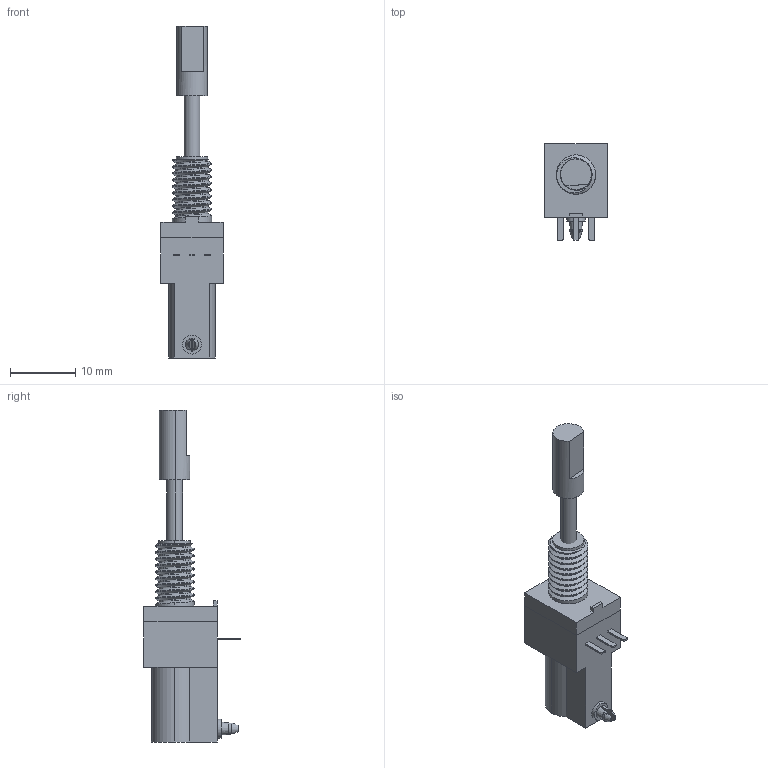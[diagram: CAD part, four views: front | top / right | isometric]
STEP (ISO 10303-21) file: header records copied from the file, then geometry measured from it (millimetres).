
FILE_DESCRIPTION (( 'STEP AP214' ), '1' );
FILE_NAME ('RK097 Telescopic Shaft.STEP', '2025-11-13T08:58:51', ( '' ), ( '' ), 'SwSTEP 2.0', 'SolidWorks 2025', '' );
FILE_SCHEMA (( 'AUTOMOTIVE_DESIGN' ));
Length unit declared in the file: millimetre
Products named in the file (5): RK097 Telescopic Shaft; RK097 Telescopic Shaft_BODY_METALL; RK097 Telescopic Shaft_SHAFT; RK097 Telescopic Shaft_BODY; RK097 Telescopic Shaft_PINS
Assembly tree (4 placements, depth 2):
  RK097 Telescopic Shaft
    RK097 Telescopic Shaft_BODY
    RK097 Telescopic Shaft_BODY_METALL
    RK097 Telescopic Shaft_SHAFT
    RK097 Telescopic Shaft_PINS
Bounding box: 9.5 x 14.7 x 50.8 mm (x, y, z)
Volume: 2167.4 mm3; surface area: 1812.3 mm2
Topology: 6 solids, 6 shells, 102 faces, 248 edges, 164 vertices
Faces by surface type: plane 56, cylinder 39, cone 4, bspline 3
Entity records: 4664 total; most frequent: CARTESIAN_POINT 2163, ORIENTED_EDGE 496, DIRECTION 455, EDGE_CURVE 248, VERTEX_POINT 164, AXIS2_PLACEMENT_3D 159, VECTOR 137, LINE 137
